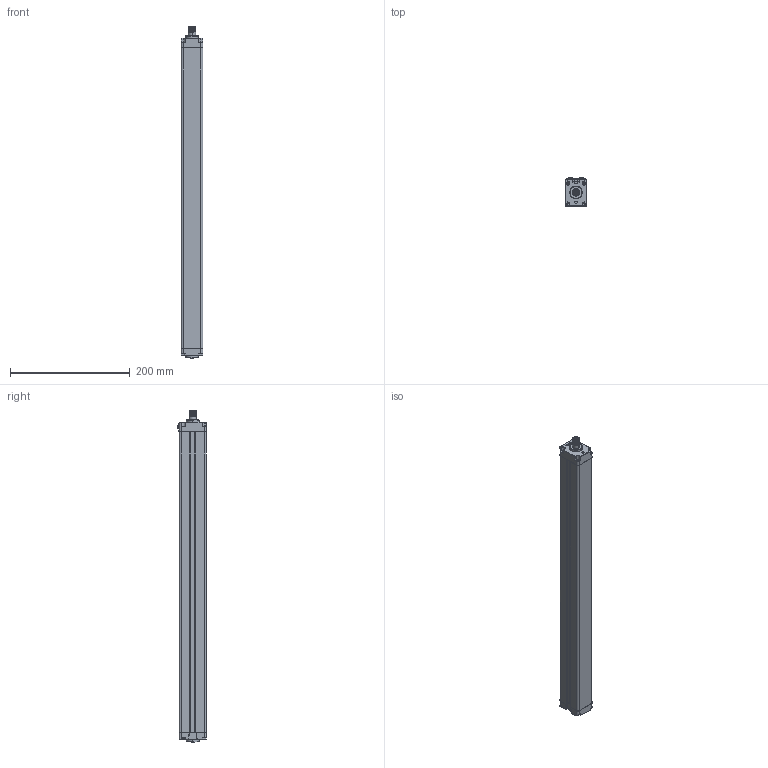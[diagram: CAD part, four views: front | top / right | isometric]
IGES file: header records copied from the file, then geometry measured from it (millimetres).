
Start section:  PTC IGES file: 157324.igs
Global section: file name: 157324.igs; native system: Pro/ENGINEER by Parametric Technology Corporation; preprocessor: 2009141; author: banengservice; organization: Unknown; date: 20110303.113329; units: inch
Bounding box: 36 x 47.41 x 553.8 mm (x, y, z)
Volume: 342495.5 mm3; surface area: 205229.3 mm2
Topology: 1 solids, 1 shells, 953 faces, 2492 edges, 1561 vertices
Faces by surface type: revolution 489, bspline 464
